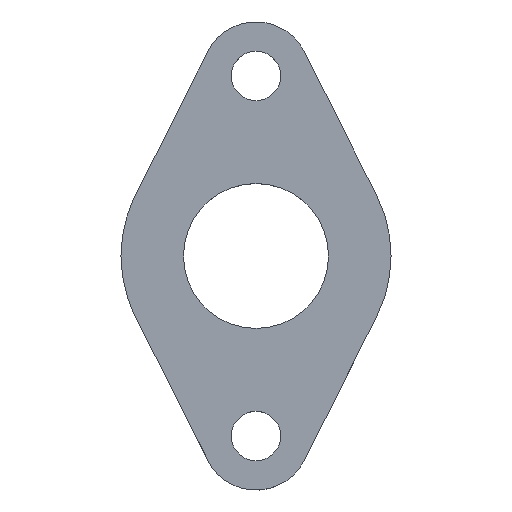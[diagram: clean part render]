
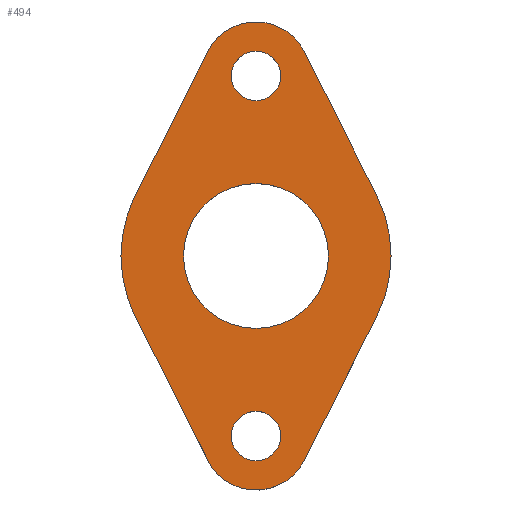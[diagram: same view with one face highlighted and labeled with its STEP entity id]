
A CAD part, top view. The second image highlights one B-rep face of the part: STEP entity #494.
In plain terms, the highlighted planar face has unit normal (0, 0, 1).
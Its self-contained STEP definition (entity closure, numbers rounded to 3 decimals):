
#7 = ORIENTED_EDGE ( 'NONE', *, *, #521, .T. ) ;
#12 = CIRCLE ( 'NONE', #547, 2.75 ) ;
#25 = ORIENTED_EDGE ( 'NONE', *, *, #576, .F. ) ;
#35 = FACE_BOUND ( 'NONE', #169, .T. ) ;
#36 = FACE_BOUND ( 'NONE', #56, .T. ) ;
#41 = ORIENTED_EDGE ( 'NONE', *, *, #542, .F. ) ;
#43 = ORIENTED_EDGE ( 'NONE', *, *, #509, .T. ) ;
#56 = EDGE_LOOP ( 'NONE', ( #41, #150 ) ) ;
#61 = CIRCLE ( 'NONE', #575, 6. ) ;
#62 = ORIENTED_EDGE ( 'NONE', *, *, #508, .T. ) ;
#63 = EDGE_LOOP ( 'NONE', ( #108, #105 ) ) ;
#76 = ORIENTED_EDGE ( 'NONE', *, *, #580, .T. ) ;
#83 = ORIENTED_EDGE ( 'NONE', *, *, #527, .T. ) ;
#102 = CIRCLE ( 'NONE', #545, 6. ) ;
#103 = VECTOR ( 'NONE', #390, 1000. ) ;
#105 = ORIENTED_EDGE ( 'NONE', *, *, #519, .F. ) ;
#108 = ORIENTED_EDGE ( 'NONE', *, *, #553, .F. ) ;
#109 = FACE_OUTER_BOUND ( 'NONE', #179, .T. ) ;
#111 = CIRCLE ( 'NONE', #534, 2.75 ) ;
#124 = ORIENTED_EDGE ( 'NONE', *, *, #586, .T. ) ;
#125 = ORIENTED_EDGE ( 'NONE', *, *, #543, .T. ) ;
#130 = LINE ( 'NONE', #383, #103 ) ;
#135 = CIRCLE ( 'NONE', #596, 15. ) ;
#137 = ORIENTED_EDGE ( 'NONE', *, *, #529, .T. ) ;
#138 = CIRCLE ( 'NONE', #530, 8.05 ) ;
#139 = VECTOR ( 'NONE', #479, 1000. ) ;
#143 = CIRCLE ( 'NONE', #540, 2.75 ) ;
#150 = ORIENTED_EDGE ( 'NONE', *, *, #535, .F. ) ;
#152 = CIRCLE ( 'NONE', #568, 8.05 ) ;
#157 = LINE ( 'NONE', #482, #212 ) ;
#169 = EDGE_LOOP ( 'NONE', ( #25, #202 ) ) ;
#177 = FACE_BOUND ( 'NONE', #63, .T. ) ;
#179 = EDGE_LOOP ( 'NONE', ( #124, #7, #43, #125, #62, #181, #137, #76, #83 ) ) ;
#181 = ORIENTED_EDGE ( 'NONE', *, *, #522, .T. ) ;
#184 = CIRCLE ( 'NONE', #582, 15. ) ;
#201 = CIRCLE ( 'NONE', #525, 2.75 ) ;
#202 = ORIENTED_EDGE ( 'NONE', *, *, #517, .F. ) ;
#210 = LINE ( 'NONE', #411, #219 ) ;
#212 = VECTOR ( 'NONE', #460, 1000. ) ;
#215 = LINE ( 'NONE', #301, #139 ) ;
#219 = VECTOR ( 'NONE', #425, 1000. ) ;
#226 = CIRCLE ( 'NONE', #531, 15. ) ;
#230 = CARTESIAN_POINT ( 'NONE',  ( -2.75, 20., 4. ) ) ;
#243 = CARTESIAN_POINT ( 'NONE',  ( -2.75, -20., 4. ) ) ;
#244 = CARTESIAN_POINT ( 'NONE',  ( 8.05, 0., 4. ) ) ;
#246 = CARTESIAN_POINT ( 'NONE',  ( 0., -20., 4. ) ) ;
#257 = CARTESIAN_POINT ( 'NONE',  ( 0., 0., 4. ) ) ;
#262 = DIRECTION ( 'NONE',  ( 1., 0., 0. ) ) ;
#264 = CARTESIAN_POINT ( 'NONE',  ( -5.431, -22.55, 4. ) ) ;
#267 = VERTEX_POINT ( 'NONE', #264 ) ;
#271 = DIRECTION ( 'NONE',  ( 1., 0., 0. ) ) ;
#277 = CARTESIAN_POINT ( 'NONE',  ( -8.05, 0., 4. ) ) ;
#278 = DIRECTION ( 'NONE',  ( 0., 0., 1. ) ) ;
#290 = DIRECTION ( 'NONE',  ( 0., 0., 1. ) ) ;
#292 = DIRECTION ( 'NONE',  ( 1., 0., 0. ) ) ;
#294 = VERTEX_POINT ( 'NONE', #230 ) ;
#295 = VERTEX_POINT ( 'NONE', #424 ) ;
#298 = DIRECTION ( 'NONE',  ( 0., 0., 1. ) ) ;
#301 = CARTESIAN_POINT ( 'NONE',  ( -13.578, -6.375, 4. ) ) ;
#302 = CARTESIAN_POINT ( 'NONE',  ( 0., 20., 4. ) ) ;
#303 = CARTESIAN_POINT ( 'NONE',  ( -13.578, 6.375, 4. ) ) ;
#305 = CARTESIAN_POINT ( 'NONE',  ( 0., 20., 4. ) ) ;
#306 = CARTESIAN_POINT ( 'NONE',  ( 0., 0., 4. ) ) ;
#310 = VERTEX_POINT ( 'NONE', #325 ) ;
#314 = DIRECTION ( 'NONE',  ( 1., 0., 0. ) ) ;
#321 = CARTESIAN_POINT ( 'NONE',  ( -5.431, 22.55, 4. ) ) ;
#323 = CARTESIAN_POINT ( 'NONE',  ( 0., 0., 4. ) ) ;
#325 = CARTESIAN_POINT ( 'NONE',  ( 5.358, -22.7, 4. ) ) ;
#326 = DIRECTION ( 'NONE',  ( 0., 0., 1. ) ) ;
#338 = DIRECTION ( 'NONE',  ( 1., 0., 0. ) ) ;
#339 = PLANE ( 'NONE',  #577 ) ;
#343 = VERTEX_POINT ( 'NONE', #439 ) ;
#345 = DIRECTION ( 'NONE',  ( 1., 0., 0. ) ) ;
#347 = VERTEX_POINT ( 'NONE', #368 ) ;
#353 = VERTEX_POINT ( 'NONE', #277 ) ;
#358 = CARTESIAN_POINT ( 'NONE',  ( -13.578, -6.375, 4. ) ) ;
#360 = CARTESIAN_POINT ( 'NONE',  ( 0., 0., 4. ) ) ;
#366 = VERTEX_POINT ( 'NONE', #321 ) ;
#368 = CARTESIAN_POINT ( 'NONE',  ( 13.395, -6.75, 4. ) ) ;
#369 = VERTEX_POINT ( 'NONE', #303 ) ;
#379 = DIRECTION ( 'NONE',  ( 1., 0., 0. ) ) ;
#382 = VERTEX_POINT ( 'NONE', #466 ) ;
#383 = CARTESIAN_POINT ( 'NONE',  ( 5.358, 22.7, 4. ) ) ;
#386 = DIRECTION ( 'NONE',  ( 1., 0., 0. ) ) ;
#387 = CARTESIAN_POINT ( 'NONE',  ( 0., 0., 4. ) ) ;
#390 = DIRECTION ( 'NONE',  ( -0.45, 0.893, 0. ) ) ;
#391 = DIRECTION ( 'NONE',  ( 1., 0., 0. ) ) ;
#395 = DIRECTION ( 'NONE',  ( 1., 0., 0. ) ) ;
#398 = VERTEX_POINT ( 'NONE', #244 ) ;
#401 = DIRECTION ( 'NONE',  ( 1., 0., 0. ) ) ;
#405 = CARTESIAN_POINT ( 'NONE',  ( 13.395, 6.75, 4. ) ) ;
#406 = CARTESIAN_POINT ( 'NONE',  ( 0., -20., 4. ) ) ;
#411 = CARTESIAN_POINT ( 'NONE',  ( -13.578, 6.375, 4. ) ) ;
#412 = DIRECTION ( 'NONE',  ( 0., 0., 1. ) ) ;
#415 = VERTEX_POINT ( 'NONE', #243 ) ;
#419 = VERTEX_POINT ( 'NONE', #358 ) ;
#424 = CARTESIAN_POINT ( 'NONE',  ( 2.75, 20., 4. ) ) ;
#425 = DIRECTION ( 'NONE',  ( -0.45, -0.893, 0. ) ) ;
#426 = DIRECTION ( 'NONE',  ( 0., 0., 1. ) ) ;
#428 = DIRECTION ( 'NONE',  ( 0., 0., 1. ) ) ;
#432 = DIRECTION ( 'NONE',  ( 0., 0., 1. ) ) ;
#439 = CARTESIAN_POINT ( 'NONE',  ( 5.358, 22.7, 4. ) ) ;
#440 = CARTESIAN_POINT ( 'NONE',  ( 2.75, -20., 4. ) ) ;
#445 = VERTEX_POINT ( 'NONE', #440 ) ;
#450 = DIRECTION ( 'NONE',  ( 0., 0., 1. ) ) ;
#451 = DIRECTION ( 'NONE',  ( 0., 0., 1. ) ) ;
#457 = VERTEX_POINT ( 'NONE', #405 ) ;
#458 = CARTESIAN_POINT ( 'NONE',  ( 0., 0., 4. ) ) ;
#460 = DIRECTION ( 'NONE',  ( 0.45, 0.893, 0. ) ) ;
#466 = CARTESIAN_POINT ( 'NONE',  ( -15., 0., 4. ) ) ;
#467 = CARTESIAN_POINT ( 'NONE',  ( 0., 20., 4. ) ) ;
#468 = DIRECTION ( 'NONE',  ( 0., 0., 1. ) ) ;
#470 = DIRECTION ( 'NONE',  ( 0., 0., 1. ) ) ;
#479 = DIRECTION ( 'NONE',  ( 0.45, -0.893, 0. ) ) ;
#482 = CARTESIAN_POINT ( 'NONE',  ( 5.358, -22.7, 4. ) ) ;
#485 = DIRECTION ( 'NONE',  ( 1., 0., 0. ) ) ;
#486 = CARTESIAN_POINT ( 'NONE',  ( 0., -20., 4. ) ) ;
#494 = ADVANCED_FACE ( 'NONE', ( #177, #109, #35, #36 ), #339, .T. ) ;
#508 = EDGE_CURVE ( 'NONE', #369, #382, #226, .T. ) ;
#509 = EDGE_CURVE ( 'NONE', #343, #366, #102, .T. ) ;
#517 = EDGE_CURVE ( 'NONE', #398, #353, #138, .T. ) ;
#519 = EDGE_CURVE ( 'NONE', #295, #294, #201, .T. ) ;
#521 = EDGE_CURVE ( 'NONE', #457, #343, #130, .T. ) ;
#522 = EDGE_CURVE ( 'NONE', #382, #419, #184, .T. ) ;
#525 = AXIS2_PLACEMENT_3D ( 'NONE', #302, #428, #386 ) ;
#527 = EDGE_CURVE ( 'NONE', #310, #347, #157, .T. ) ;
#529 = EDGE_CURVE ( 'NONE', #419, #267, #215, .T. ) ;
#530 = AXIS2_PLACEMENT_3D ( 'NONE', #323, #412, #485 ) ;
#531 = AXIS2_PLACEMENT_3D ( 'NONE', #360, #451, #379 ) ;
#534 = AXIS2_PLACEMENT_3D ( 'NONE', #246, #432, #401 ) ;
#535 = EDGE_CURVE ( 'NONE', #445, #415, #111, .T. ) ;
#540 = AXIS2_PLACEMENT_3D ( 'NONE', #467, #278, #314 ) ;
#542 = EDGE_CURVE ( 'NONE', #415, #445, #12, .T. ) ;
#543 = EDGE_CURVE ( 'NONE', #366, #369, #210, .T. ) ;
#545 = AXIS2_PLACEMENT_3D ( 'NONE', #305, #426, #271 ) ;
#547 = AXIS2_PLACEMENT_3D ( 'NONE', #406, #290, #391 ) ;
#553 = EDGE_CURVE ( 'NONE', #294, #295, #143, .T. ) ;
#568 = AXIS2_PLACEMENT_3D ( 'NONE', #306, #298, #338 ) ;
#575 = AXIS2_PLACEMENT_3D ( 'NONE', #486, #450, #262 ) ;
#576 = EDGE_CURVE ( 'NONE', #353, #398, #152, .T. ) ;
#577 = AXIS2_PLACEMENT_3D ( 'NONE', #257, #468, #292 ) ;
#580 = EDGE_CURVE ( 'NONE', #267, #310, #61, .T. ) ;
#582 = AXIS2_PLACEMENT_3D ( 'NONE', #387, #326, #345 ) ;
#586 = EDGE_CURVE ( 'NONE', #347, #457, #135, .T. ) ;
#596 = AXIS2_PLACEMENT_3D ( 'NONE', #458, #470, #395 ) ;
